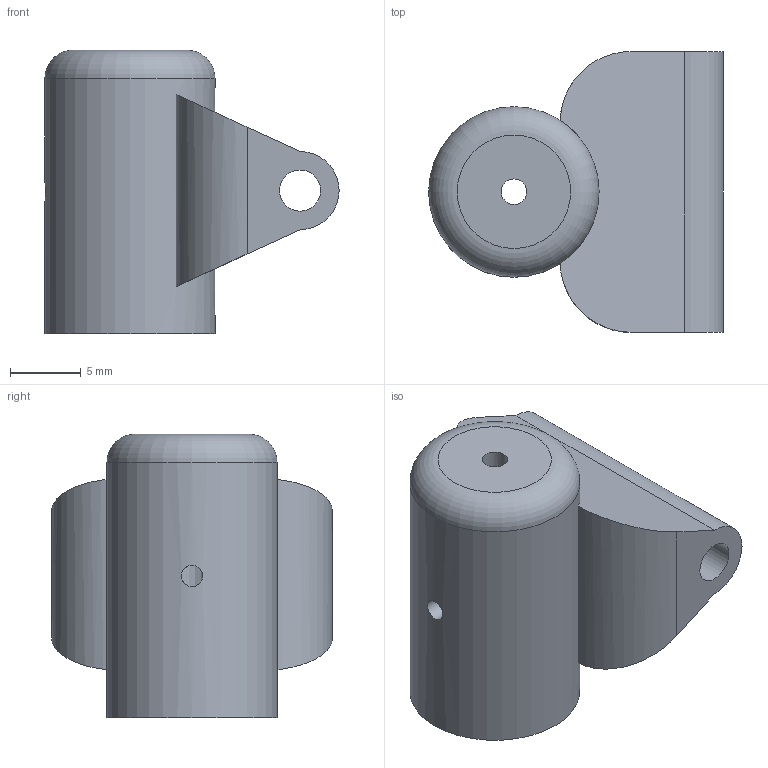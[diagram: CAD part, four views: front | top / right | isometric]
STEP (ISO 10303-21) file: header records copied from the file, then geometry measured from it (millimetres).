
FILE_DESCRIPTION(/* description */ (''),/* implementation_level */ '2;1');
FILE_NAME(/* name */ 'BacteriaRodSwingHolder v3.step',/* time_stamp */ '2025-06-11T13:56:10-06:00',/* author */ (''),/* organization */ (''),/* preprocessor_version */ 'ST-DEVELOPER v20.1',/* originating_system */ 'Autodesk Translation Framework v14.10.0.0',/* authorisation */ '');
FILE_SCHEMA (('AUTOMOTIVE_DESIGN { 1 0 10303 214 3 1 1 }'));
Length unit declared in the file: millimetre
Products named in the file (1): BacteriaRodSwingHolder
Bounding box: 20.75 x 19.8 x 20 mm (x, y, z)
Volume: 3500.9 mm3; surface area: 1880.4 mm2
Topology: 1 solids, 1 shells, 14 faces, 36 edges, 24 vertices
Faces by surface type: cylinder 6, plane 6, torus 1, cone 1
Full cylindrical faces by diameter (mm): 1.5 x1, 2.9 x1, 12 x1
Entity records: 542 total; most frequent: CARTESIAN_POINT 146, DIRECTION 77, ORIENTED_EDGE 72, EDGE_CURVE 36, AXIS2_PLACEMENT_3D 31, VERTEX_POINT 24, EDGE_LOOP 20, LINE 15
